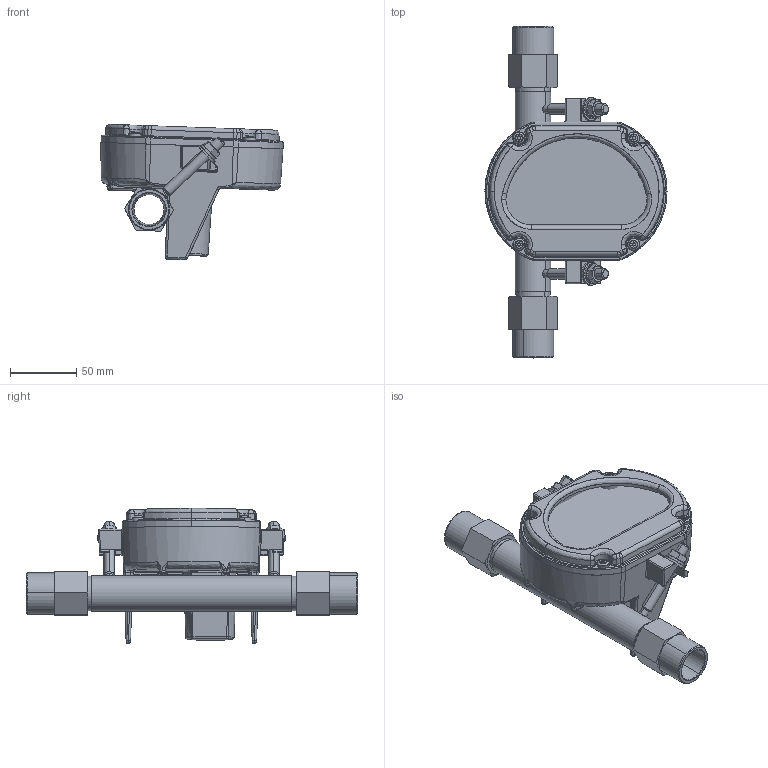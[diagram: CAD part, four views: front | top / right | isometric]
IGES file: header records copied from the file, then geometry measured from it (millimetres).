
Start section: SolidWorks IGES file using analytic representation for surfaces
Global section: file name: 3809G-G-08-B-1-A-0.IGS; native system: SolidWorks 2019; preprocessor: SolidWorks 2019; author: SMoroney; date: 200803.134303; units: inch
Bounding box: 137.08 x 249.94 x 101.92 mm (x, y, z)
Surface area: 100365.9 mm2 (no closed solid volume)
Topology: 0 solids, 0 shells, 573 faces, 5768 edges, 5737 vertices
Faces by surface type: bspline 308, revolution 265
